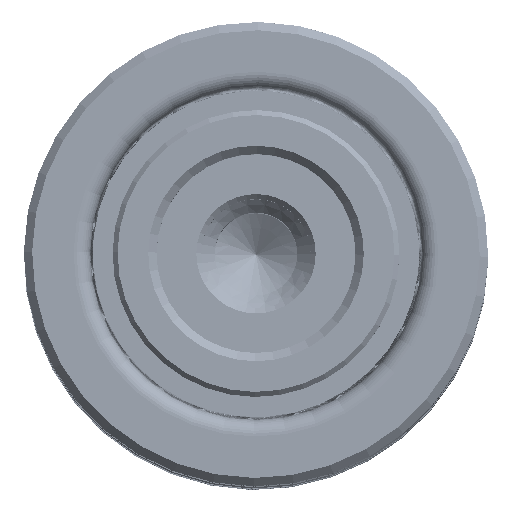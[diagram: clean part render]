
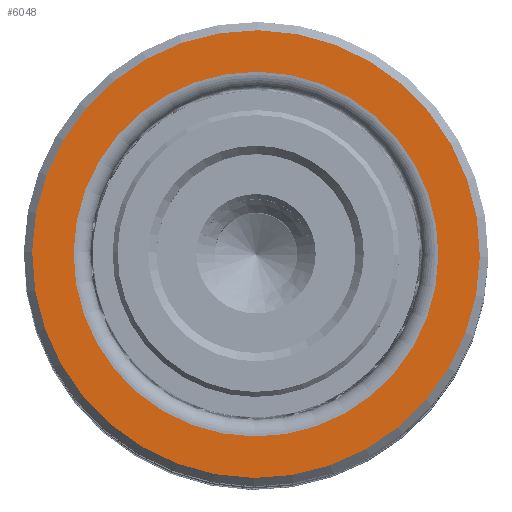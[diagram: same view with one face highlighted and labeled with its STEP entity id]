
A CAD part, top view. The second image highlights one B-rep face of the part: STEP entity #6048.
In plain terms, the highlighted face is planar.
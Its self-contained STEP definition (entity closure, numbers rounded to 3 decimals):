
#1422 = CIRCLE ( 'NONE', #16571, 11. ) ;
#1759 = VERTEX_POINT ( 'NONE', #5216 ) ;
#2214 = CARTESIAN_POINT ( 'NONE',  ( 0., 0., 0. ) ) ;
#2605 = VERTEX_POINT ( 'NONE', #14248 ) ;
#4960 = EDGE_CURVE ( 'NONE', #5985, #2605, #1422, .T. ) ;
#5182 = DIRECTION ( 'NONE',  ( 1., 0., 0. ) ) ;
#5216 = CARTESIAN_POINT ( 'NONE',  ( -13.5, 0., 0. ) ) ;
#5238 = CARTESIAN_POINT ( 'NONE',  ( 0., 0., 0. ) ) ;
#5318 = EDGE_CURVE ( 'NONE', #26625, #1759, #13447, .T. ) ;
#5985 = VERTEX_POINT ( 'NONE', #28382 ) ;
#6048 = ADVANCED_FACE ( 'NONE', ( #28717, #27809 ), #19582, .F. ) ;
#6228 = DIRECTION ( 'NONE',  ( 0., 0., -1. ) ) ;
#7110 = DIRECTION ( 'NONE',  ( 0., 0., 1. ) ) ;
#8178 = CIRCLE ( 'NONE', #18116, 13.5 ) ;
#8227 = DIRECTION ( 'NONE',  ( 1., 0., 0. ) ) ;
#9120 = ORIENTED_EDGE ( 'NONE', *, *, #4960, .T. ) ;
#11468 = CARTESIAN_POINT ( 'NONE',  ( 0., 0., 0. ) ) ;
#13421 = AXIS2_PLACEMENT_3D ( 'NONE', #23973, #6228, #26960 ) ;
#13447 = CIRCLE ( 'NONE', #13421, 13.5 ) ;
#14248 = CARTESIAN_POINT ( 'NONE',  ( -11., 0., 0. ) ) ;
#14428 = DIRECTION ( 'NONE',  ( 1., 0., 0. ) ) ;
#16571 = AXIS2_PLACEMENT_3D ( 'NONE', #24842, #7110, #25005 ) ;
#18116 = AXIS2_PLACEMENT_3D ( 'NONE', #5238, #25975, #8227 ) ;
#19582 = PLANE ( 'NONE',  #26995 ) ;
#20292 = EDGE_LOOP ( 'NONE', ( #9120, #34056 ) ) ;
#23907 = EDGE_LOOP ( 'NONE', ( #34613, #32459 ) ) ;
#23973 = CARTESIAN_POINT ( 'NONE',  ( 0., 0., 0. ) ) ;
#24842 = CARTESIAN_POINT ( 'NONE',  ( 0., 0., 0. ) ) ;
#25005 = DIRECTION ( 'NONE',  ( 1., 0., 0. ) ) ;
#25975 = DIRECTION ( 'NONE',  ( 0., 0., -1. ) ) ;
#26625 = VERTEX_POINT ( 'NONE', #34222 ) ;
#26960 = DIRECTION ( 'NONE',  ( 1., 0., 0. ) ) ;
#26995 = AXIS2_PLACEMENT_3D ( 'NONE', #2214, #34729, #5182 ) ;
#27288 = CIRCLE ( 'NONE', #29768, 11. ) ;
#27809 = FACE_OUTER_BOUND ( 'NONE', #23907, .T. ) ;
#28382 = CARTESIAN_POINT ( 'NONE',  ( 11., 0., 0. ) ) ;
#28717 = FACE_BOUND ( 'NONE', #20292, .T. ) ;
#28860 = EDGE_CURVE ( 'NONE', #2605, #5985, #27288, .T. ) ;
#29768 = AXIS2_PLACEMENT_3D ( 'NONE', #11468, #32192, #14428 ) ;
#32192 = DIRECTION ( 'NONE',  ( 0., 0., 1. ) ) ;
#32459 = ORIENTED_EDGE ( 'NONE', *, *, #32670, .T. ) ;
#32670 = EDGE_CURVE ( 'NONE', #1759, #26625, #8178, .T. ) ;
#34056 = ORIENTED_EDGE ( 'NONE', *, *, #28860, .T. ) ;
#34222 = CARTESIAN_POINT ( 'NONE',  ( 13.5, 0., 0. ) ) ;
#34613 = ORIENTED_EDGE ( 'NONE', *, *, #5318, .T. ) ;
#34729 = DIRECTION ( 'NONE',  ( 0., 0., 1. ) ) ;
